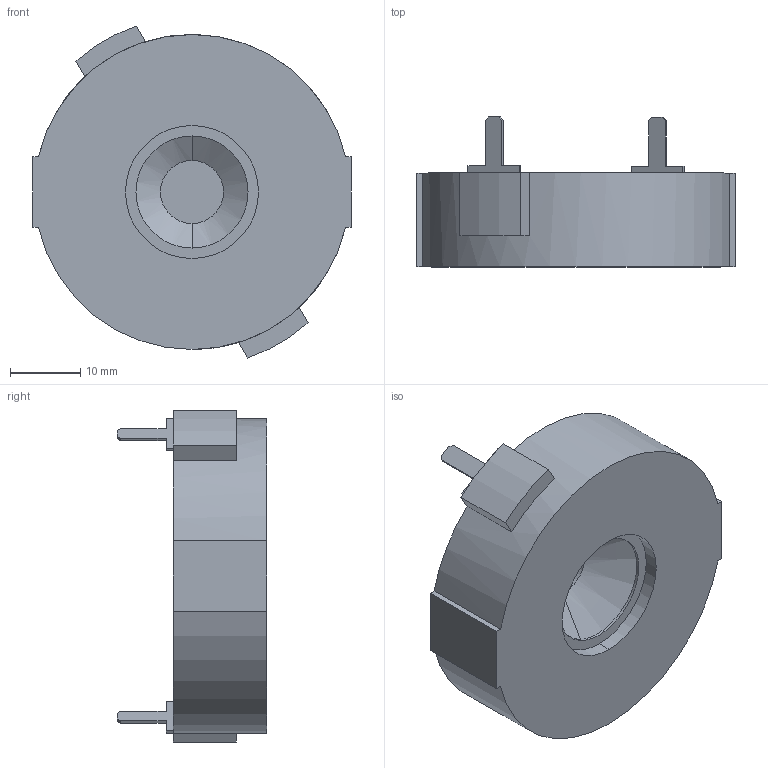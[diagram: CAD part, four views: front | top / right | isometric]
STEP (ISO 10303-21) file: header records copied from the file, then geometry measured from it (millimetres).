
FILE_DESCRIPTION (( 'STEP AP214' ), '1' );
FILE_NAME ('piezoelectric speaker W-25À for PCB.STEP', '2023-07-21T06:43:28', ( '' ), ( '' ), 'SwSTEP 2.0', 'SolidWorks 2019', '' );
FILE_SCHEMA (( 'AUTOMOTIVE_DESIGN' ));
Length unit declared in the file: millimetre
Products named in the file (1): piezoelectric speaker W-25À for PCB
Bounding box: 45.5 x 21.4 x 47.43 mm (x, y, z)
Volume: 6908.5 mm3; surface area: 10141.9 mm2
Topology: 1 solids, 1 shells, 63 faces, 155 edges, 102 vertices
Faces by surface type: plane 42, cylinder 17, cone 4
Entity records: 2278 total; most frequent: DIRECTION 325, CARTESIAN_POINT 321, ORIENTED_EDGE 310, EDGE_CURVE 155, VECTOR 113, LINE 113, AXIS2_PLACEMENT_3D 106, VERTEX_POINT 102
